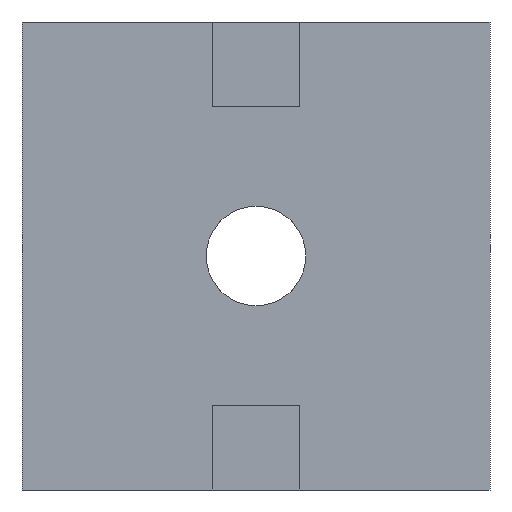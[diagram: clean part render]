
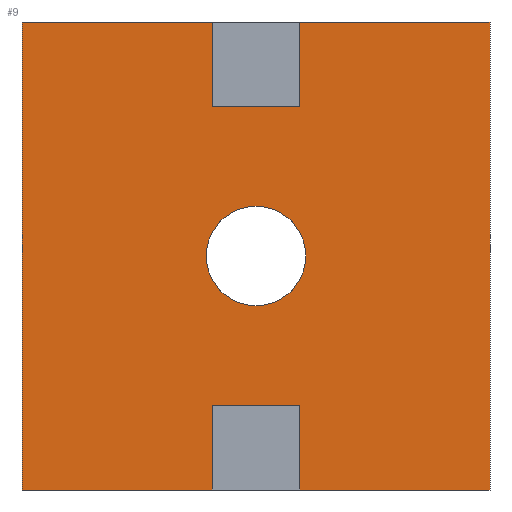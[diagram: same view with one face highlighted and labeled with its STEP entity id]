
A CAD part, front view. The second image highlights one B-rep face of the part: STEP entity #9.
In plain terms, the highlighted planar face has unit normal (0, -1, 0).
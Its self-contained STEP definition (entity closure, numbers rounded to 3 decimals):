
#9 = ADVANCED_FACE ( 'NONE', ( #543, #772 ), #330, .F. ) ;
#17 = VECTOR ( 'NONE', #868, 1000. ) ;
#21 = VERTEX_POINT ( 'NONE', #453 ) ;
#27 = ORIENTED_EDGE ( 'NONE', *, *, #130, .T. ) ;
#31 = CARTESIAN_POINT ( 'NONE',  ( -3.75, -10., 0. ) ) ;
#35 = CARTESIAN_POINT ( 'NONE',  ( -3.75, -10., 32.8 ) ) ;
#43 = ORIENTED_EDGE ( 'NONE', *, *, #190, .F. ) ;
#48 = EDGE_CURVE ( 'NONE', #592, #1045, #549, .T. ) ;
#54 = VERTEX_POINT ( 'NONE', #901 ) ;
#90 = CARTESIAN_POINT ( 'NONE',  ( 3.75, -10., 7.2 ) ) ;
#96 = LINE ( 'NONE', #988, #1093 ) ;
#99 = CIRCLE ( 'NONE', #909, 4.25 ) ;
#122 = LINE ( 'NONE', #574, #681 ) ;
#126 = ORIENTED_EDGE ( 'NONE', *, *, #602, .F. ) ;
#128 = VECTOR ( 'NONE', #520, 1000. ) ;
#130 = EDGE_CURVE ( 'NONE', #239, #21, #689, .T. ) ;
#138 = DIRECTION ( 'NONE',  ( 0., -1., 0. ) ) ;
#143 = CARTESIAN_POINT ( 'NONE',  ( -3.75, -10., 32.8 ) ) ;
#148 = CARTESIAN_POINT ( 'NONE',  ( 3.75, -10., 7.2 ) ) ;
#162 = CARTESIAN_POINT ( 'NONE',  ( -20., -10., 40. ) ) ;
#170 = VECTOR ( 'NONE', #369, 1000. ) ;
#172 = CARTESIAN_POINT ( 'NONE',  ( 3.75, -10., 32.8 ) ) ;
#180 = DIRECTION ( 'NONE',  ( 1., 0., 0. ) ) ;
#190 = EDGE_CURVE ( 'NONE', #966, #54, #507, .T. ) ;
#191 = VECTOR ( 'NONE', #279, 1000. ) ;
#212 = LINE ( 'NONE', #35, #633 ) ;
#213 = VERTEX_POINT ( 'NONE', #976 ) ;
#228 = CARTESIAN_POINT ( 'NONE',  ( 20., -10., 40. ) ) ;
#230 = LINE ( 'NONE', #162, #480 ) ;
#234 = LINE ( 'NONE', #148, #830 ) ;
#239 = VERTEX_POINT ( 'NONE', #459 ) ;
#244 = ORIENTED_EDGE ( 'NONE', *, *, #557, .F. ) ;
#249 = DIRECTION ( 'NONE',  ( 0., 0., 1. ) ) ;
#268 = CARTESIAN_POINT ( 'NONE',  ( 20., -10., 0. ) ) ;
#275 = CARTESIAN_POINT ( 'NONE',  ( 0., -10., 20. ) ) ;
#279 = DIRECTION ( 'NONE',  ( 0., 0., -1. ) ) ;
#283 = ORIENTED_EDGE ( 'NONE', *, *, #864, .F. ) ;
#315 = CARTESIAN_POINT ( 'NONE',  ( -3.75, -10., 40. ) ) ;
#317 = AXIS2_PLACEMENT_3D ( 'NONE', #426, #1050, #605 ) ;
#327 = CARTESIAN_POINT ( 'NONE',  ( -20., -10., 40. ) ) ;
#330 = PLANE ( 'NONE',  #317 ) ;
#358 = AXIS2_PLACEMENT_3D ( 'NONE', #730, #655, #1084 ) ;
#369 = DIRECTION ( 'NONE',  ( 1., 0., 0. ) ) ;
#377 = EDGE_CURVE ( 'NONE', #239, #766, #230, .T. ) ;
#390 = DIRECTION ( 'NONE',  ( 0., 0., -1. ) ) ;
#403 = CARTESIAN_POINT ( 'NONE',  ( -3.75, -10., 7.2 ) ) ;
#411 = VECTOR ( 'NONE', #887, 1000. ) ;
#426 = CARTESIAN_POINT ( 'NONE',  ( -20., -10., 40. ) ) ;
#451 = LINE ( 'NONE', #803, #170 ) ;
#453 = CARTESIAN_POINT ( 'NONE',  ( -20., -10., 0. ) ) ;
#459 = CARTESIAN_POINT ( 'NONE',  ( -20., -10., 40. ) ) ;
#472 = VECTOR ( 'NONE', #1041, 1000. ) ;
#473 = ORIENTED_EDGE ( 'NONE', *, *, #48, .F. ) ;
#480 = VECTOR ( 'NONE', #698, 1000. ) ;
#488 = DIRECTION ( 'NONE',  ( 0., 0., -1. ) ) ;
#507 = LINE ( 'NONE', #709, #411 ) ;
#520 = DIRECTION ( 'NONE',  ( 0., 0., -1. ) ) ;
#529 = CARTESIAN_POINT ( 'NONE',  ( 0., -10., 15.75 ) ) ;
#532 = ORIENTED_EDGE ( 'NONE', *, *, #1024, .F. ) ;
#543 = FACE_BOUND ( 'NONE', #706, .T. ) ;
#549 = CIRCLE ( 'NONE', #358, 4.25 ) ;
#557 = EDGE_CURVE ( 'NONE', #1045, #592, #99, .T. ) ;
#574 = CARTESIAN_POINT ( 'NONE',  ( -3.75, -10., 7.2 ) ) ;
#587 = CARTESIAN_POINT ( 'NONE',  ( 0., -10., 24.25 ) ) ;
#592 = VERTEX_POINT ( 'NONE', #587 ) ;
#602 = EDGE_CURVE ( 'NONE', #766, #213, #212, .T. ) ;
#605 = DIRECTION ( 'NONE',  ( 0., 0., 1. ) ) ;
#617 = LINE ( 'NONE', #143, #17 ) ;
#619 = ORIENTED_EDGE ( 'NONE', *, *, #1107, .F. ) ;
#631 = VERTEX_POINT ( 'NONE', #31 ) ;
#633 = VECTOR ( 'NONE', #488, 1000. ) ;
#647 = DIRECTION ( 'NONE',  ( 1., 0., 0. ) ) ;
#650 = VECTOR ( 'NONE', #647, 1000. ) ;
#655 = DIRECTION ( 'NONE',  ( 0., -1., 0. ) ) ;
#681 = VECTOR ( 'NONE', #390, 1000. ) ;
#689 = LINE ( 'NONE', #327, #128 ) ;
#698 = DIRECTION ( 'NONE',  ( 1., 0., 0. ) ) ;
#706 = EDGE_LOOP ( 'NONE', ( #244, #473 ) ) ;
#709 = CARTESIAN_POINT ( 'NONE',  ( 3.75, -10., 32.8 ) ) ;
#717 = EDGE_LOOP ( 'NONE', ( #126, #1065, #27, #1058, #619, #734, #283, #971, #532, #941, #43, #871 ) ) ;
#730 = CARTESIAN_POINT ( 'NONE',  ( 0., -10., 20. ) ) ;
#734 = ORIENTED_EDGE ( 'NONE', *, *, #882, .F. ) ;
#740 = VERTEX_POINT ( 'NONE', #228 ) ;
#766 = VERTEX_POINT ( 'NONE', #315 ) ;
#770 = LINE ( 'NONE', #403, #472 ) ;
#772 = FACE_OUTER_BOUND ( 'NONE', #717, .T. ) ;
#792 = CARTESIAN_POINT ( 'NONE',  ( 3.75, -10., 0. ) ) ;
#803 = CARTESIAN_POINT ( 'NONE',  ( -20., -10., 0. ) ) ;
#807 = EDGE_CURVE ( 'NONE', #213, #966, #617, .T. ) ;
#809 = CARTESIAN_POINT ( 'NONE',  ( 20., -10., 40. ) ) ;
#830 = VECTOR ( 'NONE', #249, 1000. ) ;
#864 = EDGE_CURVE ( 'NONE', #1043, #1034, #234, .T. ) ;
#868 = DIRECTION ( 'NONE',  ( 1., 0., 0. ) ) ;
#871 = ORIENTED_EDGE ( 'NONE', *, *, #807, .F. ) ;
#882 = EDGE_CURVE ( 'NONE', #1034, #944, #770, .T. ) ;
#887 = DIRECTION ( 'NONE',  ( 0., 0., 1. ) ) ;
#899 = LINE ( 'NONE', #809, #191 ) ;
#901 = CARTESIAN_POINT ( 'NONE',  ( 3.75, -10., 40. ) ) ;
#909 = AXIS2_PLACEMENT_3D ( 'NONE', #275, #138, #1026 ) ;
#941 = ORIENTED_EDGE ( 'NONE', *, *, #1003, .F. ) ;
#944 = VERTEX_POINT ( 'NONE', #993 ) ;
#949 = EDGE_CURVE ( 'NONE', #1043, #973, #451, .T. ) ;
#966 = VERTEX_POINT ( 'NONE', #172 ) ;
#971 = ORIENTED_EDGE ( 'NONE', *, *, #949, .T. ) ;
#973 = VERTEX_POINT ( 'NONE', #268 ) ;
#976 = CARTESIAN_POINT ( 'NONE',  ( -3.75, -10., 32.8 ) ) ;
#988 = CARTESIAN_POINT ( 'NONE',  ( -20., -10., 40. ) ) ;
#991 = EDGE_CURVE ( 'NONE', #21, #631, #1082, .T. ) ;
#993 = CARTESIAN_POINT ( 'NONE',  ( -3.75, -10., 7.2 ) ) ;
#1003 = EDGE_CURVE ( 'NONE', #54, #740, #96, .T. ) ;
#1024 = EDGE_CURVE ( 'NONE', #740, #973, #899, .T. ) ;
#1026 = DIRECTION ( 'NONE',  ( 0., 0., -1. ) ) ;
#1034 = VERTEX_POINT ( 'NONE', #90 ) ;
#1041 = DIRECTION ( 'NONE',  ( -1., 0., 0. ) ) ;
#1043 = VERTEX_POINT ( 'NONE', #792 ) ;
#1045 = VERTEX_POINT ( 'NONE', #529 ) ;
#1050 = DIRECTION ( 'NONE',  ( 0., 1., 0. ) ) ;
#1058 = ORIENTED_EDGE ( 'NONE', *, *, #991, .T. ) ;
#1065 = ORIENTED_EDGE ( 'NONE', *, *, #377, .F. ) ;
#1072 = CARTESIAN_POINT ( 'NONE',  ( -20., -10., 0. ) ) ;
#1082 = LINE ( 'NONE', #1072, #650 ) ;
#1084 = DIRECTION ( 'NONE',  ( 0., 0., -1. ) ) ;
#1093 = VECTOR ( 'NONE', #180, 1000. ) ;
#1107 = EDGE_CURVE ( 'NONE', #944, #631, #122, .T. ) ;
